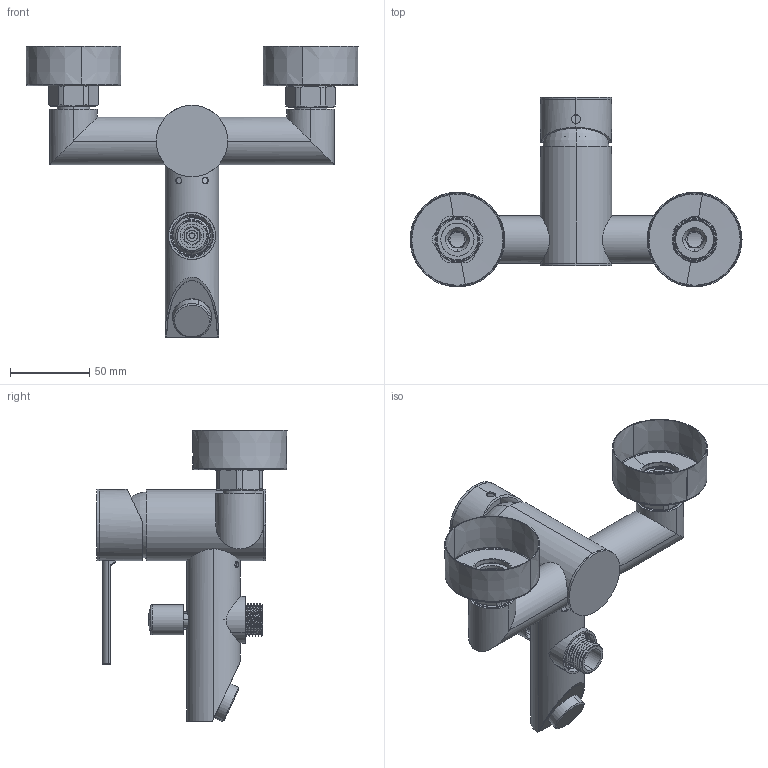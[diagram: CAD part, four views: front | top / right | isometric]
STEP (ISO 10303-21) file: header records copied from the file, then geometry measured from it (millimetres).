
FILE_DESCRIPTION (( 'STEP AP203' ), '1' );
FILE_NAME ('BATH SHOWER.STEP', '2025-02-05T05:54:37', ( '' ), ( '' ), 'SwSTEP 2.0', 'SolidWorks 2021', '' );
FILE_SCHEMA (( 'CONFIG_CONTROL_DESIGN' ));
Length unit declared in the file: millimetre
Products named in the file (1): BATH SHOWER
Bounding box: 210 x 120.2 x 184.43 mm (x, y, z)
Volume: 139655.5 mm3; surface area: 159152.2 mm2
Topology: 27 solids, 27 shells, 774 faces, 1923 edges, 1234 vertices
Faces by surface type: cylinder 342, plane 191, cone 144, bspline 53, torus 40, sphere 4
Entity records: 44846 total; most frequent: CARTESIAN_POINT 27610, ORIENTED_EDGE 3834, DIRECTION 3274, EDGE_CURVE 1917, AXIS2_PLACEMENT_3D 1320, VERTEX_POINT 1234, EDGE_LOOP 875, FACE_OUTER_BOUND 774
